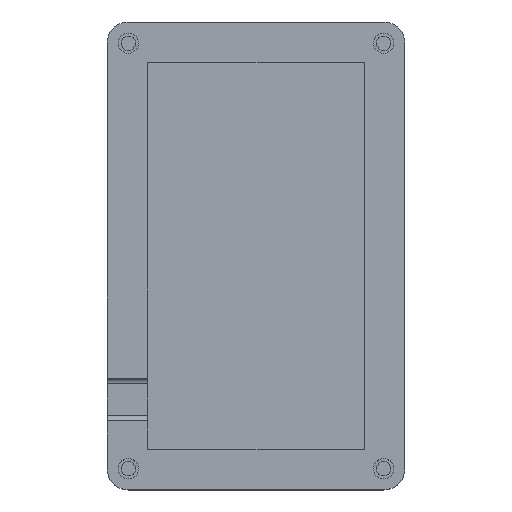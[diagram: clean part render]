
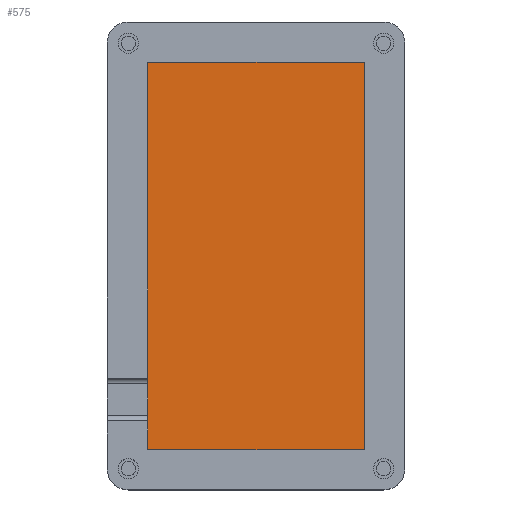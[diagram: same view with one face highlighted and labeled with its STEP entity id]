
A CAD part, top view. The second image highlights one B-rep face of the part: STEP entity #575.
In plain terms, the highlighted planar face has unit normal (0, 0, 1).
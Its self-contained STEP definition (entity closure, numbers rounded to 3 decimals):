
#39=PLANE('',#637);
#67=FACE_OUTER_BOUND('',#111,.T.);
#111=EDGE_LOOP('',(#491,#492,#493,#494));
#142=LINE('',#881,#192);
#154=LINE('',#919,#204);
#156=LINE('',#923,#206);
#157=LINE('',#925,#207);
#192=VECTOR('',#692,10.);
#204=VECTOR('',#728,10.);
#206=VECTOR('',#732,10.);
#207=VECTOR('',#735,10.);
#270=VERTEX_POINT('',#878);
#271=VERTEX_POINT('',#880);
#285=VERTEX_POINT('',#917);
#286=VERTEX_POINT('',#921);
#326=EDGE_CURVE('',#270,#271,#142,.T.);
#346=EDGE_CURVE('',#285,#270,#154,.T.);
#348=EDGE_CURVE('',#286,#285,#156,.T.);
#349=EDGE_CURVE('',#271,#286,#157,.T.);
#491=ORIENTED_EDGE('',*,*,#326,.F.);
#492=ORIENTED_EDGE('',*,*,#346,.F.);
#493=ORIENTED_EDGE('',*,*,#348,.F.);
#494=ORIENTED_EDGE('',*,*,#349,.F.);
#575=ADVANCED_FACE('',(#67),#39,.T.);
#637=AXIS2_PLACEMENT_3D('',#972,#791,#792);
#692=DIRECTION('',(0.,1.,0.));
#728=DIRECTION('',(-1.,0.,0.));
#732=DIRECTION('',(0.,-1.,0.));
#735=DIRECTION('',(1.,0.,0.));
#791=DIRECTION('center_axis',(0.,0.,1.));
#792=DIRECTION('ref_axis',(1.,0.,0.));
#878=CARTESIAN_POINT('',(9.5,9.5,3.));
#880=CARTESIAN_POINT('',(9.5,100.5,3.));
#881=CARTESIAN_POINT('',(9.5,32.25,3.));
#917=CARTESIAN_POINT('',(60.5,9.5,3.));
#919=CARTESIAN_POINT('',(47.75,9.5,3.));
#921=CARTESIAN_POINT('',(60.5,100.5,3.));
#923=CARTESIAN_POINT('',(60.5,77.75,3.));
#925=CARTESIAN_POINT('',(22.25,100.5,3.));
#972=CARTESIAN_POINT('Origin',(35.,55.,3.));
